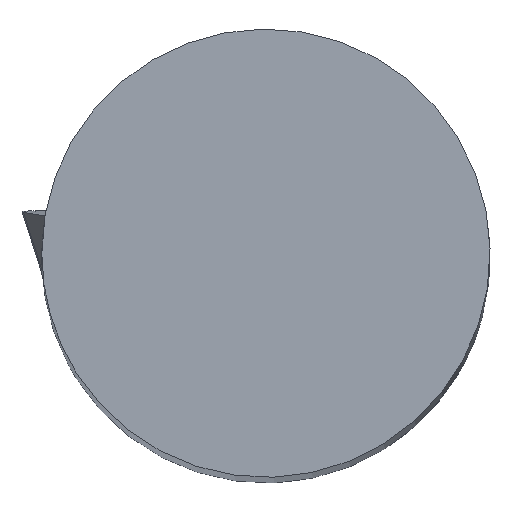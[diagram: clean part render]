
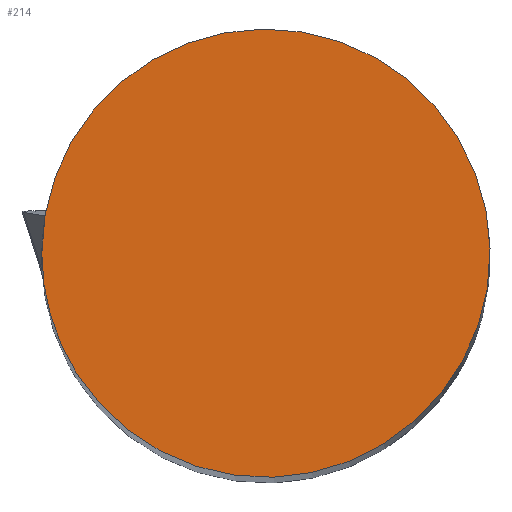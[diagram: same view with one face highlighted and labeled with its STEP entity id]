
A CAD part, top view. The second image highlights one B-rep face of the part: STEP entity #214.
In plain terms, the highlighted planar face has unit normal (0, 0, 1).
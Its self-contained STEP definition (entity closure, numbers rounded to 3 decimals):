
#214=ADVANCED_FACE('240[2]',(#532),#533,.F.);
#228=EDGE_CURVE('240[2]',#551,#551,#552,.F.);
#532=FACE_OUTER_BOUND('',#1005,.T.);
#533=PLANE('',#1006);
#551=VERTEX_POINT('',#1042);
#552=CIRCLE('',#1043,3.5);
#1005=EDGE_LOOP('',(#1569));
#1006=AXIS2_PLACEMENT_3D('',#1570,#1571,#1572);
#1042=CARTESIAN_POINT('',(-3.5,0.,-31.0));
#1043=AXIS2_PLACEMENT_3D('',#1598,#1599,#1600);
#1569=ORIENTED_EDGE('',*,*,#228,.T.);
#1570=CARTESIAN_POINT('',(0.,0.,-31.0));
#1571=DIRECTION('',(0.,0.,-1.0));
#1572=DIRECTION('',(0.,1.0,0.));
#1598=CARTESIAN_POINT('',(0.,0.,-31.0));
#1599=DIRECTION('',(0.,0.,-1.0));
#1600=DIRECTION('',(0.,-1.0,0.));
